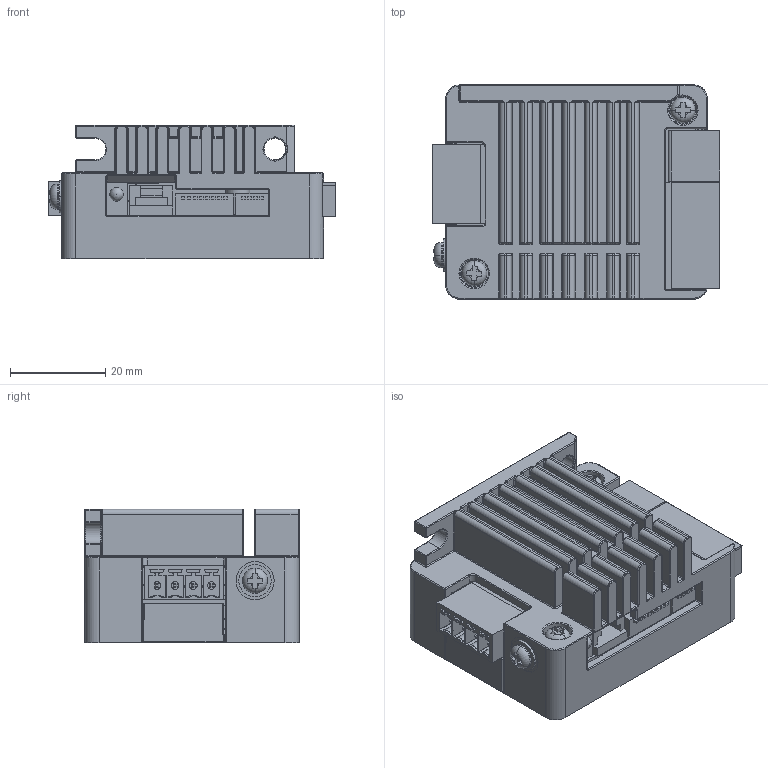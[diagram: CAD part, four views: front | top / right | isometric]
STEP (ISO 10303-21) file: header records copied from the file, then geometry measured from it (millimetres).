
FILE_DESCRIPTION (( 'STEP AP214' ), '1' );
FILE_NAME ('STP-DRV-4830.STEP', '2019-08-19T22:22:56', ( '' ), ( '' ), 'SwSTEP 2.0', 'SolidWorks 2017', '' );
FILE_SCHEMA (( 'AUTOMOTIVE_DESIGN' ));
Length unit declared in the file: inch
Products named in the file (1): STP-DRV-4830
Bounding box: 60.31 x 45 x 28.01 mm (x, y, z)
Volume: 29276 mm3; surface area: 37307.4 mm2
Topology: 18 solids, 18 shells, 2550 faces, 6578 edges, 4083 vertices
Faces by surface type: plane 1342, cylinder 792, torus 239, bspline 92, sphere 56, cone 29
Entity records: 89592 total; most frequent: CARTESIAN_POINT 21621, ORIENTED_EDGE 12966, DIRECTION 12631, EDGE_CURVE 6483, AXIS2_PLACEMENT_3D 4260, VECTOR 4111, LINE 4111, VERTEX_POINT 4071
